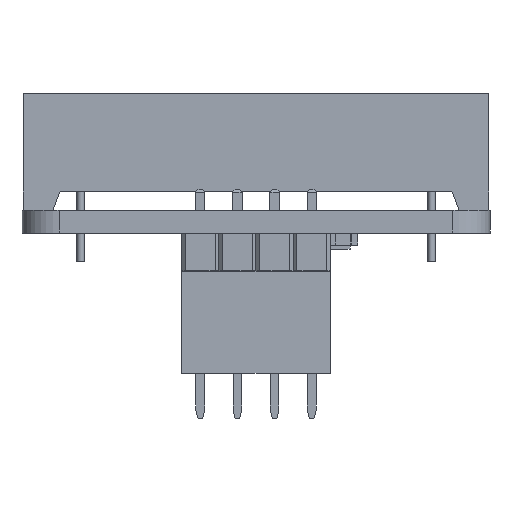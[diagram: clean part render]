
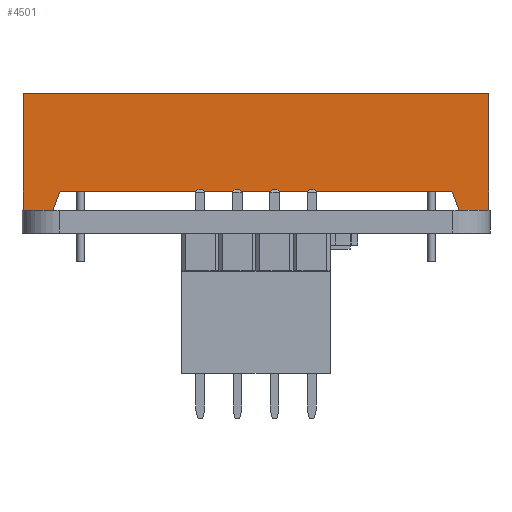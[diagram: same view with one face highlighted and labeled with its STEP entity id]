
A CAD part, left-side view. The second image highlights one B-rep face of the part: STEP entity #4501.
In plain terms, the highlighted planar face has unit normal (-1, 0, 0).
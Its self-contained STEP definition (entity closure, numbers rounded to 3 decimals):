
#1958 = VERTEX_POINT('',#1959);
#1959 = CARTESIAN_POINT('',(2.456,15.9,19.17));
#1965 = EDGE_CURVE('',#1958,#1966,#1968,.T.);
#1966 = VERTEX_POINT('',#1967);
#1967 = CARTESIAN_POINT('',(2.456,-15.9,19.17));
#1968 = LINE('',#1969,#1970);
#1969 = CARTESIAN_POINT('',(2.456,15.9,19.17));
#1970 = VECTOR('',#1971,1.);
#1971 = DIRECTION('',(0.,-1.,0.));
#4412 = VERTEX_POINT('',#4413);
#4413 = CARTESIAN_POINT('',(2.456,-15.9,11.17));
#4419 = EDGE_CURVE('',#4412,#4420,#4422,.T.);
#4420 = VERTEX_POINT('',#4421);
#4421 = CARTESIAN_POINT('',(2.456,-13.9,11.17));
#4422 = LINE('',#4423,#4424);
#4423 = CARTESIAN_POINT('',(2.456,-15.9,11.17));
#4424 = VECTOR('',#4425,1.);
#4425 = DIRECTION('',(0.,1.,0.));
#4450 = VERTEX_POINT('',#4451);
#4451 = CARTESIAN_POINT('',(2.456,15.9,11.17));
#4484 = VERTEX_POINT('',#4485);
#4485 = CARTESIAN_POINT('',(2.456,13.9,11.17));
#4491 = EDGE_CURVE('',#4484,#4450,#4492,.T.);
#4492 = LINE('',#4493,#4494);
#4493 = CARTESIAN_POINT('',(2.456,13.9,11.17));
#4494 = VECTOR('',#4495,1.);
#4495 = DIRECTION('',(0.,1.,0.));
#4501 = ADVANCED_FACE('',(#4502),#4541,.F.);
#4502 = FACE_BOUND('',#4503,.T.);
#4503 = EDGE_LOOP('',(#4504,#4505,#4513,#4521,#4527,#4528,#4534,#4535));
#4504 = ORIENTED_EDGE('',*,*,#4491,.F.);
#4505 = ORIENTED_EDGE('',*,*,#4506,.T.);
#4506 = EDGE_CURVE('',#4484,#4507,#4509,.T.);
#4507 = VERTEX_POINT('',#4508);
#4508 = CARTESIAN_POINT('',(2.456,13.4,12.47));
#4509 = LINE('',#4510,#4511);
#4510 = CARTESIAN_POINT('',(2.456,13.9,11.17));
#4511 = VECTOR('',#4512,1.);
#4512 = DIRECTION('',(0.,-0.359,0.933
    ));
#4513 = ORIENTED_EDGE('',*,*,#4514,.F.);
#4514 = EDGE_CURVE('',#4515,#4507,#4517,.T.);
#4515 = VERTEX_POINT('',#4516);
#4516 = CARTESIAN_POINT('',(2.456,-13.4,12.47));
#4517 = LINE('',#4518,#4519);
#4518 = CARTESIAN_POINT('',(2.456,-13.4,12.47));
#4519 = VECTOR('',#4520,1.);
#4520 = DIRECTION('',(0.,1.,0.));
#4521 = ORIENTED_EDGE('',*,*,#4522,.F.);
#4522 = EDGE_CURVE('',#4420,#4515,#4523,.T.);
#4523 = LINE('',#4524,#4525);
#4524 = CARTESIAN_POINT('',(2.456,-13.9,11.17));
#4525 = VECTOR('',#4526,1.);
#4526 = DIRECTION('',(0.,0.359,0.933)
  );
#4527 = ORIENTED_EDGE('',*,*,#4419,.F.);
#4528 = ORIENTED_EDGE('',*,*,#4529,.T.);
#4529 = EDGE_CURVE('',#4412,#1966,#4530,.T.);
#4530 = LINE('',#4531,#4532);
#4531 = CARTESIAN_POINT('',(2.456,-15.9,18.07));
#4532 = VECTOR('',#4533,1.);
#4533 = DIRECTION('',(0.,0.,1.));
#4534 = ORIENTED_EDGE('',*,*,#1965,.F.);
#4535 = ORIENTED_EDGE('',*,*,#4536,.F.);
#4536 = EDGE_CURVE('',#4450,#1958,#4537,.T.);
#4537 = LINE('',#4538,#4539);
#4538 = CARTESIAN_POINT('',(2.456,15.9,11.17));
#4539 = VECTOR('',#4540,1.);
#4540 = DIRECTION('',(0.,0.,1.));
#4541 = PLANE('',#4542);
#4542 = AXIS2_PLACEMENT_3D('',#4543,#4544,#4545);
#4543 = CARTESIAN_POINT('',(2.456,15.9,11.17));
#4544 = DIRECTION('',(1.,0.,0.));
#4545 = DIRECTION('',(0.,1.,0.));
